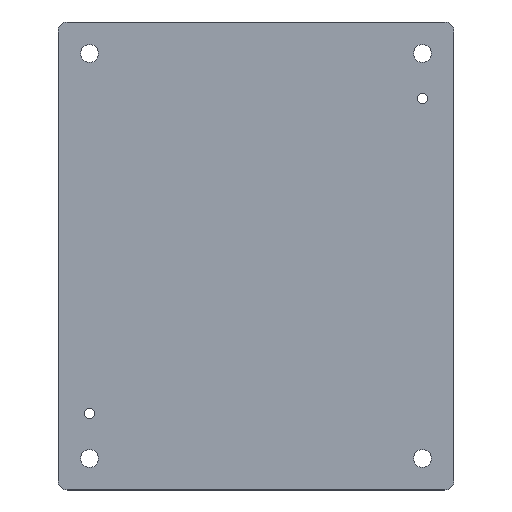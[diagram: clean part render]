
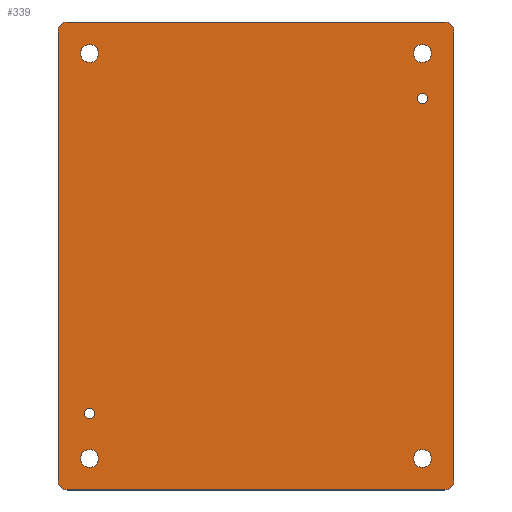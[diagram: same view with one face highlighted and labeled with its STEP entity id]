
A CAD part, top view. The second image highlights one B-rep face of the part: STEP entity #339.
In plain terms, the highlighted planar face has unit normal (0, 0, 1).
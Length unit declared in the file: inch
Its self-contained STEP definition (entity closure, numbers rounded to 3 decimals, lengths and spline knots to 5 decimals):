
#5 = ORIENTED_EDGE ( 'NONE', *, *, #171, .T. ) ;
#6 = DIRECTION ( 'NONE',  ( 0., 0., -1. ) ) ;
#9 = ORIENTED_EDGE ( 'NONE', *, *, #214, .T. ) ;
#10 = CARTESIAN_POINT ( 'NONE',  ( 0., -6.5, 0. ) ) ;
#12 = DIRECTION ( 'NONE',  ( 1., 0., 0. ) ) ;
#13 = ORIENTED_EDGE ( 'NONE', *, *, #239, .T. ) ;
#22 = CARTESIAN_POINT ( 'NONE',  ( 5.5, 0., 0. ) ) ;
#24 = DIRECTION ( 'NONE',  ( 1., 0., 0. ) ) ;
#27 = CIRCLE ( 'NONE', #368, 0.14065 ) ;
#30 = CARTESIAN_POINT ( 'NONE',  ( 5.5, 6.25, 0. ) ) ;
#34 = CARTESIAN_POINT ( 'NONE',  ( 5.5, -6.25, 0. ) ) ;
#37 = EDGE_CURVE ( 'NONE', #61, #335, #470, .T. ) ;
#42 = DIRECTION ( 'NONE',  ( 0., 0., -1. ) ) ;
#43 = CARTESIAN_POINT ( 'NONE',  ( 4.875, -5.625, 0. ) ) ;
#50 = CARTESIAN_POINT ( 'NONE',  ( 0., 6.5, 0. ) ) ;
#51 = ORIENTED_EDGE ( 'NONE', *, *, #265, .T. ) ;
#56 = AXIS2_PLACEMENT_3D ( 'NONE', #120, #290, #123 ) ;
#58 = LINE ( 'NONE', #10, #389 ) ;
#60 = EDGE_CURVE ( 'NONE', #222, #222, #216, .T. ) ;
#61 = VERTEX_POINT ( 'NONE', #540 ) ;
#66 = EDGE_CURVE ( 'NONE', #510, #337, #177, .T. ) ;
#67 = CARTESIAN_POINT ( 'NONE',  ( -5.25, -6.5, 0. ) ) ;
#68 = EDGE_LOOP ( 'NONE', ( #240 ) ) ;
#77 = AXIS2_PLACEMENT_3D ( 'NONE', #420, #118, #24 ) ;
#80 = EDGE_CURVE ( 'NONE', #321, #510, #442, .T. ) ;
#87 = FACE_BOUND ( 'NONE', #582, .T. ) ;
#88 = DIRECTION ( 'NONE',  ( -1., 0., 0. ) ) ;
#90 = DIRECTION ( 'NONE',  ( 0., 0., -1. ) ) ;
#97 = DIRECTION ( 'NONE',  ( 1., 0., 0. ) ) ;
#108 = CARTESIAN_POINT ( 'NONE',  ( -4.625, 5.625, 0. ) ) ;
#116 = DIRECTION ( 'NONE',  ( 1., 0., 0. ) ) ;
#118 = DIRECTION ( 'NONE',  ( 0., 0., 1. ) ) ;
#119 = ORIENTED_EDGE ( 'NONE', *, *, #388, .T. ) ;
#120 = CARTESIAN_POINT ( 'NONE',  ( 4.625, 5.625, 0. ) ) ;
#123 = DIRECTION ( 'NONE',  ( 1., 0., 0. ) ) ;
#130 = CARTESIAN_POINT ( 'NONE',  ( 4.875, 5.625, 0. ) ) ;
#131 = FACE_BOUND ( 'NONE', #412, .T. ) ;
#132 = AXIS2_PLACEMENT_3D ( 'NONE', #324, #280, #327 ) ;
#142 = VECTOR ( 'NONE', #569, 39.37008 ) ;
#162 = EDGE_CURVE ( 'NONE', #437, #437, #489, .T. ) ;
#163 = ORIENTED_EDGE ( 'NONE', *, *, #60, .T. ) ;
#168 = VERTEX_POINT ( 'NONE', #67 ) ;
#170 = CIRCLE ( 'NONE', #287, 0.25 ) ;
#171 = EDGE_CURVE ( 'NONE', #168, #61, #58, .T. ) ;
#175 = FACE_BOUND ( 'NONE', #183, .T. ) ;
#177 = CIRCLE ( 'NONE', #527, 0.25 ) ;
#178 = VERTEX_POINT ( 'NONE', #217 ) ;
#180 = CARTESIAN_POINT ( 'NONE',  ( 5.25, 6.5, 0. ) ) ;
#181 = CARTESIAN_POINT ( 'NONE',  ( -4.625, -5.625, 0. ) ) ;
#183 = EDGE_LOOP ( 'NONE', ( #549 ) ) ;
#196 = CARTESIAN_POINT ( 'NONE',  ( 0., 0., 0. ) ) ;
#197 = AXIS2_PLACEMENT_3D ( 'NONE', #196, #372, #329 ) ;
#201 = DIRECTION ( 'NONE',  ( 0., 1., 0. ) ) ;
#213 = CARTESIAN_POINT ( 'NONE',  ( -5.5, 0., 0. ) ) ;
#214 = EDGE_CURVE ( 'NONE', #395, #395, #343, .T. ) ;
#216 = CIRCLE ( 'NONE', #226, 0.25 ) ;
#217 = CARTESIAN_POINT ( 'NONE',  ( -4.48435, -4.375, 0. ) ) ;
#219 = CARTESIAN_POINT ( 'NONE',  ( -5.5, 6.25, 0. ) ) ;
#220 = FACE_BOUND ( 'NONE', #566, .T. ) ;
#222 = VERTEX_POINT ( 'NONE', #349 ) ;
#226 = AXIS2_PLACEMENT_3D ( 'NONE', #181, #6, #97 ) ;
#230 = ORIENTED_EDGE ( 'NONE', *, *, #37, .T. ) ;
#232 = EDGE_LOOP ( 'NONE', ( #571, #534, #5, #230, #13, #119, #515, #283 ) ) ;
#239 = EDGE_CURVE ( 'NONE', #335, #539, #418, .T. ) ;
#240 = ORIENTED_EDGE ( 'NONE', *, *, #425, .T. ) ;
#264 = FACE_BOUND ( 'NONE', #68, .T. ) ;
#265 = EDGE_CURVE ( 'NONE', #397, #397, #508, .T. ) ;
#268 = DIRECTION ( 'NONE',  ( 1., 0., 0. ) ) ;
#280 = DIRECTION ( 'NONE',  ( 0., 0., -1. ) ) ;
#283 = ORIENTED_EDGE ( 'NONE', *, *, #66, .T. ) ;
#287 = AXIS2_PLACEMENT_3D ( 'NONE', #373, #554, #12 ) ;
#290 = DIRECTION ( 'NONE',  ( 0., 0., -1. ) ) ;
#299 = CARTESIAN_POINT ( 'NONE',  ( -5.25, 6.5, 0. ) ) ;
#306 = FACE_OUTER_BOUND ( 'NONE', #232, .T. ) ;
#319 = EDGE_CURVE ( 'NONE', #178, #178, #27, .T. ) ;
#321 = VERTEX_POINT ( 'NONE', #180 ) ;
#323 = VECTOR ( 'NONE', #201, 39.37008 ) ;
#324 = CARTESIAN_POINT ( 'NONE',  ( 4.625, -5.625, 0. ) ) ;
#327 = DIRECTION ( 'NONE',  ( 1., 0., 0. ) ) ;
#329 = DIRECTION ( 'NONE',  ( 1., 0., 0. ) ) ;
#333 = VECTOR ( 'NONE', #88, 39.37008 ) ;
#335 = VERTEX_POINT ( 'NONE', #34 ) ;
#337 = VERTEX_POINT ( 'NONE', #219 ) ;
#339 = ADVANCED_FACE ( 'NONE', ( #220, #87, #175, #264, #526, #131, #306 ), #482, .T. ) ;
#343 = CIRCLE ( 'NONE', #577, 0.25 ) ;
#349 = CARTESIAN_POINT ( 'NONE',  ( -4.375, -5.625, 0. ) ) ;
#352 = CARTESIAN_POINT ( 'NONE',  ( 5.25, -6.25, 0. ) ) ;
#360 = DIRECTION ( 'NONE',  ( 1., 0., 0. ) ) ;
#368 = AXIS2_PLACEMENT_3D ( 'NONE', #523, #42, #268 ) ;
#369 = DIRECTION ( 'NONE',  ( 1., 0., 0. ) ) ;
#372 = DIRECTION ( 'NONE',  ( 0., 0., 1. ) ) ;
#373 = CARTESIAN_POINT ( 'NONE',  ( 5.25, 6.25, 0. ) ) ;
#388 = EDGE_CURVE ( 'NONE', #539, #321, #170, .T. ) ;
#389 = VECTOR ( 'NONE', #116, 39.37008 ) ;
#395 = VERTEX_POINT ( 'NONE', #572 ) ;
#397 = VERTEX_POINT ( 'NONE', #575 ) ;
#399 = DIRECTION ( 'NONE',  ( 1., 0., 0. ) ) ;
#412 = EDGE_LOOP ( 'NONE', ( #430 ) ) ;
#418 = LINE ( 'NONE', #22, #323 ) ;
#420 = CARTESIAN_POINT ( 'NONE',  ( -5.25, -6.25, 0. ) ) ;
#422 = EDGE_LOOP ( 'NONE', ( #9 ) ) ;
#424 = CIRCLE ( 'NONE', #56, 0.25 ) ;
#425 = EDGE_CURVE ( 'NONE', #524, #524, #424, .T. ) ;
#430 = ORIENTED_EDGE ( 'NONE', *, *, #162, .T. ) ;
#437 = VERTEX_POINT ( 'NONE', #43 ) ;
#439 = AXIS2_PLACEMENT_3D ( 'NONE', #352, #492, #360 ) ;
#442 = LINE ( 'NONE', #50, #333 ) ;
#447 = AXIS2_PLACEMENT_3D ( 'NONE', #487, #90, #530 ) ;
#460 = DIRECTION ( 'NONE',  ( 0., 0., -1. ) ) ;
#470 = CIRCLE ( 'NONE', #439, 0.25 ) ;
#482 = PLANE ( 'NONE',  #197 ) ;
#487 = CARTESIAN_POINT ( 'NONE',  ( 4.625, 4.375, 0. ) ) ;
#489 = CIRCLE ( 'NONE', #132, 0.25 ) ;
#492 = DIRECTION ( 'NONE',  ( 0., 0., 1. ) ) ;
#507 = LINE ( 'NONE', #213, #142 ) ;
#508 = CIRCLE ( 'NONE', #447, 0.1405 ) ;
#510 = VERTEX_POINT ( 'NONE', #299 ) ;
#515 = ORIENTED_EDGE ( 'NONE', *, *, #80, .T. ) ;
#523 = CARTESIAN_POINT ( 'NONE',  ( -4.625, -4.375, 0. ) ) ;
#524 = VERTEX_POINT ( 'NONE', #130 ) ;
#526 = FACE_BOUND ( 'NONE', #422, .T. ) ;
#527 = AXIS2_PLACEMENT_3D ( 'NONE', #535, #531, #399 ) ;
#530 = DIRECTION ( 'NONE',  ( 1., 0., 0. ) ) ;
#531 = DIRECTION ( 'NONE',  ( 0., 0., 1. ) ) ;
#534 = ORIENTED_EDGE ( 'NONE', *, *, #574, .T. ) ;
#535 = CARTESIAN_POINT ( 'NONE',  ( -5.25, 6.25, 0. ) ) ;
#539 = VERTEX_POINT ( 'NONE', #30 ) ;
#540 = CARTESIAN_POINT ( 'NONE',  ( 5.25, -6.5, 0. ) ) ;
#549 = ORIENTED_EDGE ( 'NONE', *, *, #319, .T. ) ;
#550 = CIRCLE ( 'NONE', #77, 0.25 ) ;
#551 = EDGE_CURVE ( 'NONE', #337, #564, #507, .T. ) ;
#554 = DIRECTION ( 'NONE',  ( 0., 0., 1. ) ) ;
#564 = VERTEX_POINT ( 'NONE', #565 ) ;
#565 = CARTESIAN_POINT ( 'NONE',  ( -5.5, -6.25, 0. ) ) ;
#566 = EDGE_LOOP ( 'NONE', ( #163 ) ) ;
#569 = DIRECTION ( 'NONE',  ( 0., -1., 0. ) ) ;
#571 = ORIENTED_EDGE ( 'NONE', *, *, #551, .T. ) ;
#572 = CARTESIAN_POINT ( 'NONE',  ( -4.375, 5.625, 0. ) ) ;
#574 = EDGE_CURVE ( 'NONE', #564, #168, #550, .T. ) ;
#575 = CARTESIAN_POINT ( 'NONE',  ( 4.7655, 4.375, 0. ) ) ;
#577 = AXIS2_PLACEMENT_3D ( 'NONE', #108, #460, #369 ) ;
#582 = EDGE_LOOP ( 'NONE', ( #51 ) ) ;
